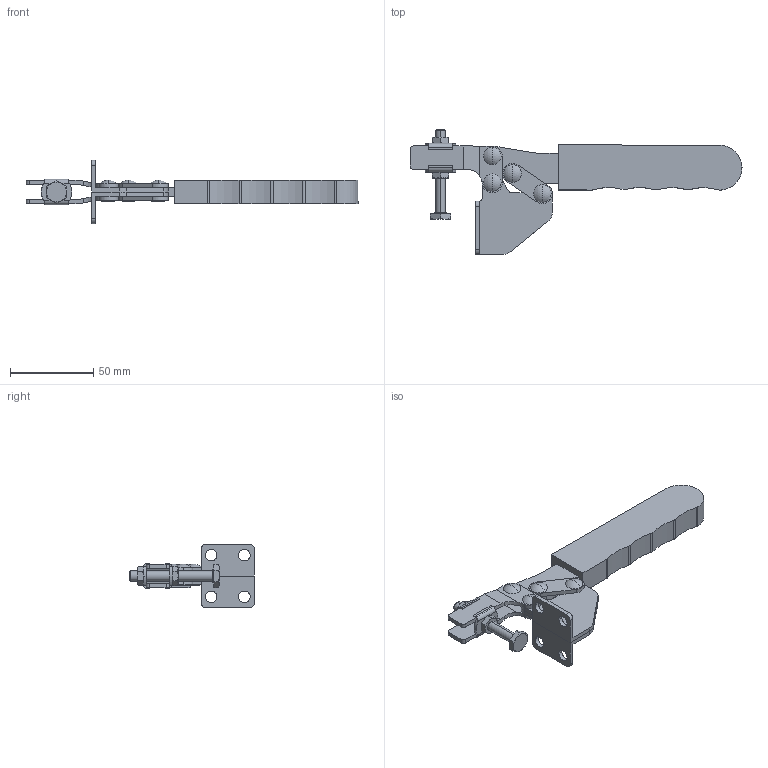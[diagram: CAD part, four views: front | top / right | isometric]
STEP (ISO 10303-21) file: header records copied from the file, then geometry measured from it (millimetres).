
FILE_DESCRIPTION (( 'STEP AP214' ), '1' );
FILE_NAME ('GH-21383(Â²¤Æ).STEP', '2020-07-15T07:06:49', ( 'LinWei' ), ( '' ), 'SwSTEP 2.0', 'SolidWorks 2016', '' );
FILE_SCHEMA (( 'AUTOMOTIVE_DESIGN' ));
Length unit declared in the file: millimetre
Products named in the file (6): Group4^GH-21383(簡化); Group3^GH-21383(簡化); Group2^GH-21383(簡化); Group1^GH-21383(簡化); GH-21383(簡化); Group5^GH-21383(簡化)
Assembly tree (5 placements, depth 2):
  GH-21383(簡化)
    Group1^GH-21383(簡化)
    Group2^GH-21383(簡化)
    Group3^GH-21383(簡化)
    Group4^GH-21383(簡化)
    Group5^GH-21383(簡化)
Bounding box: 199 x 74.9 x 38 mm (x, y, z)
Volume: 63645.7 mm3; surface area: 27257.3 mm2
Topology: 5 solids, 6 shells, 271 faces, 664 edges, 426 vertices
Faces by surface type: plane 121, cylinder 104, cone 28, torus 10, sphere 8
Entity records: 9580 total; most frequent: CARTESIAN_POINT 1743, DIRECTION 1421, ORIENTED_EDGE 1328, EDGE_CURVE 664, AXIS2_PLACEMENT_3D 552, VERTEX_POINT 426, LINE 317, VECTOR 317
